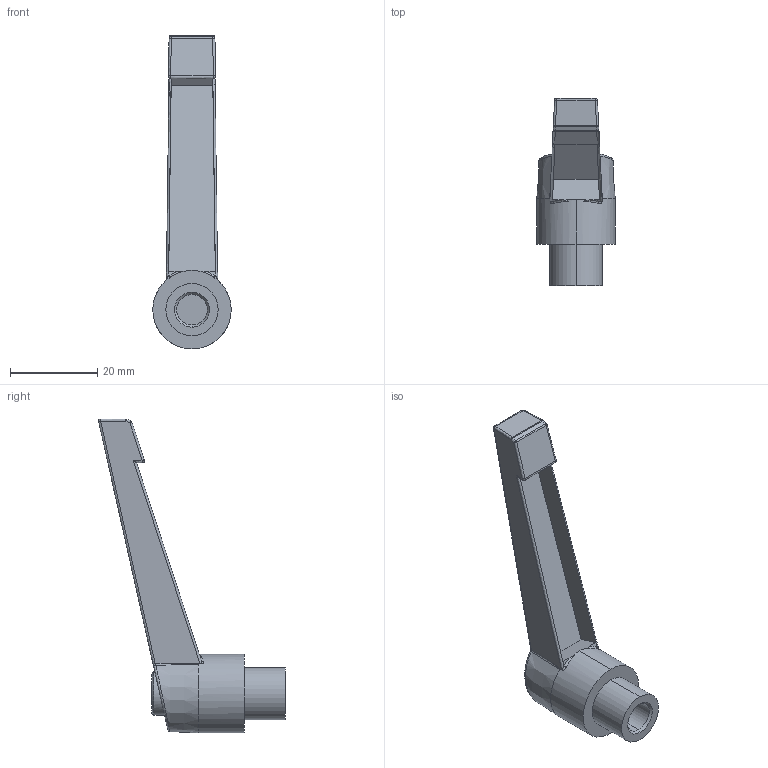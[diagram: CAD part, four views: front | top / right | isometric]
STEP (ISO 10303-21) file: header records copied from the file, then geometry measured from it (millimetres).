
FILE_DESCRIPTION (( 'STEP AP203' ), '1' );
FILE_NAME ('A689 Ðó÷êà-ôèêñàòîð, âíóòðåííÿÿ ðåçüáà Ì10.step', '2026-03-02T10:46:48', ( '' ), ( '' ), 'SwSTEP 2.0', 'SolidWorks 2026', '' );
FILE_SCHEMA (( 'CONFIG_CONTROL_DESIGN' ));
Length unit declared in the file: millimetre
Products named in the file (2): A689 Ручка-фиксатор, внутренняя резьба М10_Резьба схематическая; A689 Ручка-фиксатор, внутренняя резьба М10
Assembly tree (1 placements, depth 2):
  A689 Ручка-фиксатор, внутренняя резьба М10
    A689 Ручка-фиксатор, внутренняя резьба М10_Резьба схематическая
Bounding box: 18 x 42.9 x 72 mm (x, y, z)
Volume: 8101.6 mm3; surface area: 5041.3 mm2
Topology: 1 solids, 1 shells, 85 faces, 194 edges, 114 vertices
Faces by surface type: bspline 36, plane 31, cylinder 12, cone 6
Entity records: 5416 total; most frequent: CARTESIAN_POINT 3667, ORIENTED_EDGE 384, DIRECTION 217, EDGE_CURVE 192, VERTEX_POINT 114, B_SPLINE_CURVE_WITH_KNOTS 92, EDGE_LOOP 90, ADVANCED_FACE 85
